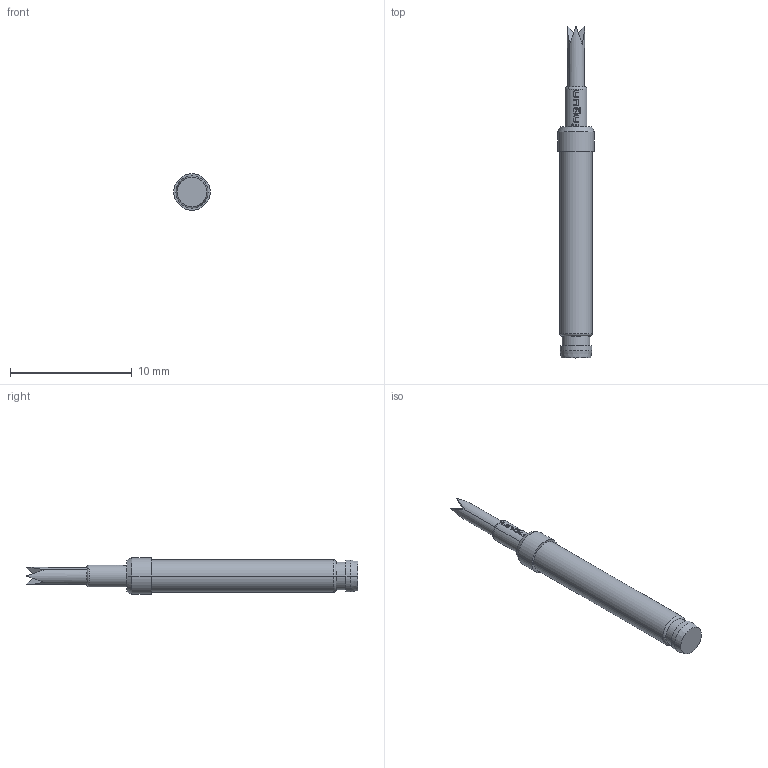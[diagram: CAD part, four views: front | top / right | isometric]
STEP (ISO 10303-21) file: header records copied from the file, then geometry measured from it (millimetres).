
FILE_DESCRIPTION (( 'STEP AP203' ), '1' );
FILE_NAME ('INGUN_GKS-113_214_140_R_xx02.STEP', '2022-09-01T13:24:35', ( 'ochi' ), ( '' ), 'SwSTEP 2.0', 'SolidWorks 2021', '' );
FILE_SCHEMA (( 'CONFIG_CONTROL_DESIGN' ));
Length unit declared in the file: millimetre
Products named in the file (1): INGUN_GKS-113_214_140_R_xx02
Bounding box: 3 x 27.3 x 3 mm (x, y, z)
Volume: 121 mm3; surface area: 212.9 mm2
Topology: 1 solids, 1 shells, 100 faces, 248 edges, 159 vertices
Faces by surface type: plane 52, bspline 22, cylinder 18, torus 4, cone 4
Entity records: 3289 total; most frequent: CARTESIAN_POINT 1032, ORIENTED_EDGE 496, DIRECTION 382, EDGE_CURVE 248, VERTEX_POINT 159, AXIS2_PLACEMENT_3D 149, EDGE_LOOP 109, FACE_OUTER_BOUND 100
